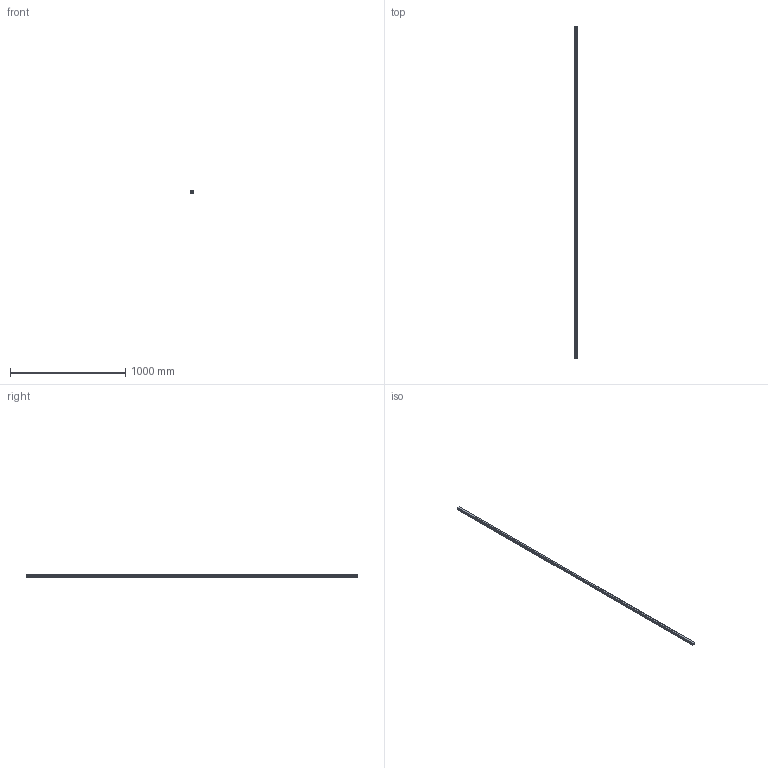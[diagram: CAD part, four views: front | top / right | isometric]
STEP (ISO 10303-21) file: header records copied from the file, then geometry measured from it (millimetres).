
FILE_DESCRIPTION(('STEP AP214'),'1');
FILE_NAME('cctmp_6824455E-87E6-4381-A583-EFFBBB0BB5B4_2021_01_25_14_26_14_0161..stp','2021-01-25T13:26:14',('HIWIN GmbH'),('CADClick - www.CADClick.com'),'Spatial InterOp 3D',' ','unknown authorization');
FILE_SCHEMA(('AUTOMOTIVE_DESIGN'));
Length unit declared in the file: millimetre
Products named in the file (1): HGR25T2880C_FILE
Bounding box: 23 x 2880 x 22 mm (x, y, z)
Volume: 1245186.7 mm3; surface area: 273421.8 mm2
Topology: 1 solids, 1 shells, 447 faces, 1371 edges, 834 vertices
Faces by surface type: plane 233, cylinder 118, cone 96
Entity records: 18405 total; most frequent: DIRECTION 2791, CARTESIAN_POINT 2557, ORIENTED_EDGE 2550, EDGE_CURVE 1275, AXIS2_PLACEMENT_3D 1068, VERTEX_POINT 834, LINE 655, VECTOR 655
